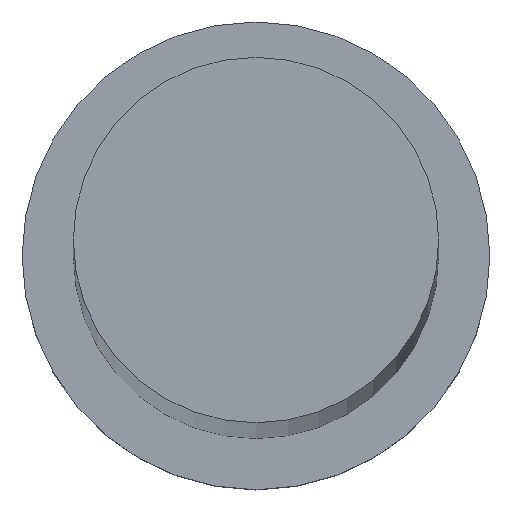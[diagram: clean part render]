
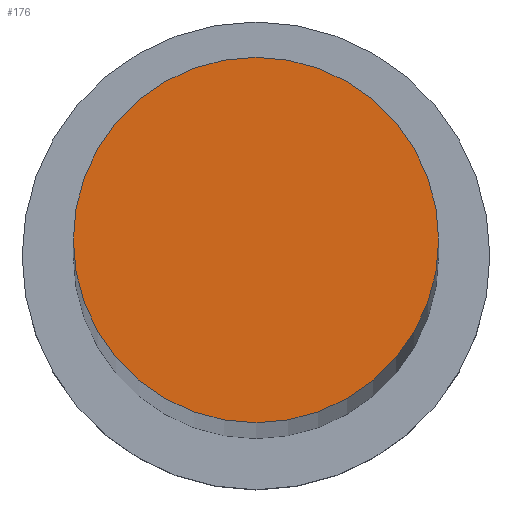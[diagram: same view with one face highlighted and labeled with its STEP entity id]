
A CAD part, top view. The second image highlights one B-rep face of the part: STEP entity #176.
In plain terms, the highlighted planar face has unit normal (0, 0, 1).
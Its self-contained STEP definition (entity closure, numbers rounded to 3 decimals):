
#19 = DIRECTION ( 'NONE',  ( 1., 0., 0. ) ) ;
#27 = EDGE_CURVE ( 'NONE', #174, #170, #157, .T. ) ;
#29 = CARTESIAN_POINT ( 'NONE',  ( 12.5, 0., 630. ) ) ;
#36 = DIRECTION ( 'NONE',  ( 1., 0., 0. ) ) ;
#41 = EDGE_LOOP ( 'NONE', ( #79, #239 ) ) ;
#59 = DIRECTION ( 'NONE',  ( 1., 0., 0. ) ) ;
#70 = AXIS2_PLACEMENT_3D ( 'NONE', #192, #114, #19 ) ;
#79 = ORIENTED_EDGE ( 'NONE', *, *, #27, .T. ) ;
#85 = CIRCLE ( 'NONE', #149, 12.5 ) ;
#91 = DIRECTION ( 'NONE',  ( 0., 0., 1. ) ) ;
#107 = CARTESIAN_POINT ( 'NONE',  ( -12.5, 0., 630. ) ) ;
#114 = DIRECTION ( 'NONE',  ( 0., 0., 1. ) ) ;
#122 = AXIS2_PLACEMENT_3D ( 'NONE', #207, #235, #59 ) ;
#134 = FACE_OUTER_BOUND ( 'NONE', #41, .T. ) ;
#149 = AXIS2_PLACEMENT_3D ( 'NONE', #154, #91, #36 ) ;
#154 = CARTESIAN_POINT ( 'NONE',  ( 0., 0., 630. ) ) ;
#157 = CIRCLE ( 'NONE', #70, 12.5 ) ;
#170 = VERTEX_POINT ( 'NONE', #29 ) ;
#174 = VERTEX_POINT ( 'NONE', #107 ) ;
#176 = ADVANCED_FACE ( 'NONE', ( #134 ), #229, .T. ) ;
#192 = CARTESIAN_POINT ( 'NONE',  ( 0., 0., 630. ) ) ;
#197 = EDGE_CURVE ( 'NONE', #170, #174, #85, .T. ) ;
#207 = CARTESIAN_POINT ( 'NONE',  ( 0., 0., 630. ) ) ;
#229 = PLANE ( 'NONE',  #122 ) ;
#235 = DIRECTION ( 'NONE',  ( 0., 0., 1. ) ) ;
#239 = ORIENTED_EDGE ( 'NONE', *, *, #197, .T. ) ;
